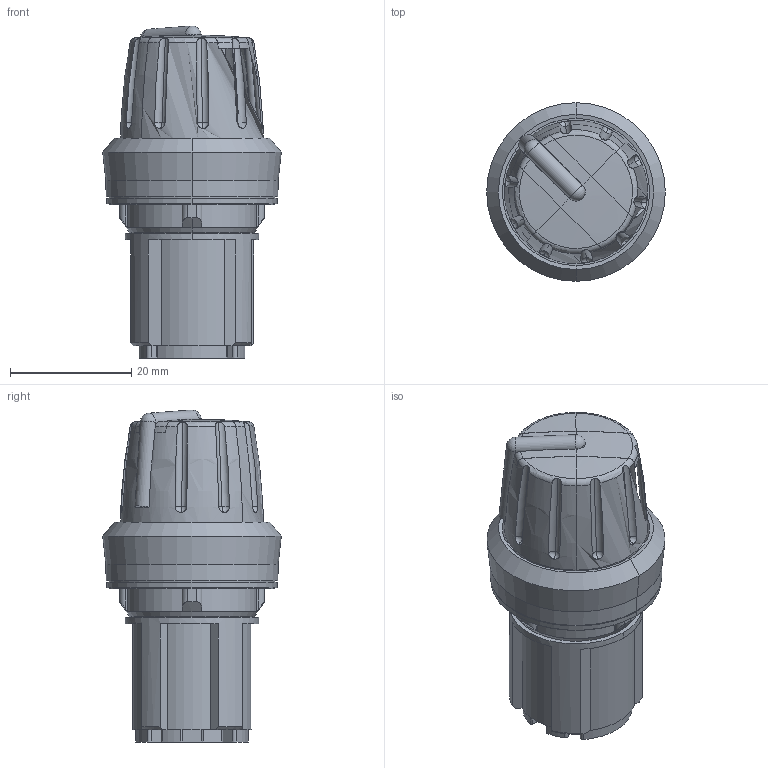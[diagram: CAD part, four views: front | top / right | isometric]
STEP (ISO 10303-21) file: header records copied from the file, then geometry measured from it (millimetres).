
FILE_DESCRIPTION(('STEP AP214'),'1');
FILE_NAME('cctmp_D071E8E6-CBEE-4BAF-A9B5-730540A4EA08_2023_07_21_17_15_13_0337..stp','2023-07-21T15:15:13',('SIEMENS A&D'),('CADClick - www.CADClick.com'),'Spatial InterOp 3D postprocessed',' ','unknown authorization');
FILE_SCHEMA(('AUTOMOTIVE_DESIGN'));
Length unit declared in the file: millimetre
Products named in the file (1): 2023_07_21_17_15_13_0315
Bounding box: 29.49 x 29.49 x 54.8 mm (x, y, z)
Volume: 20065.8 mm3; surface area: 7887.8 mm2
Topology: 1 solids, 1 shells, 262 faces, 718 edges, 451 vertices
Faces by surface type: cylinder 105, plane 91, sphere 29, cone 24, torus 13
Entity records: 14352 total; most frequent: CARTESIAN_POINT 2404, DIRECTION 1415, STYLED_ITEM 1407, PRESENTATION_STYLE_ASSIGNMENT 1407, ORIENTED_EDGE 1396, EDGE_CURVE 698, CURVE_STYLE 696, DRAUGHTING_PRE_DEFINED_CURVE_FONT 696
